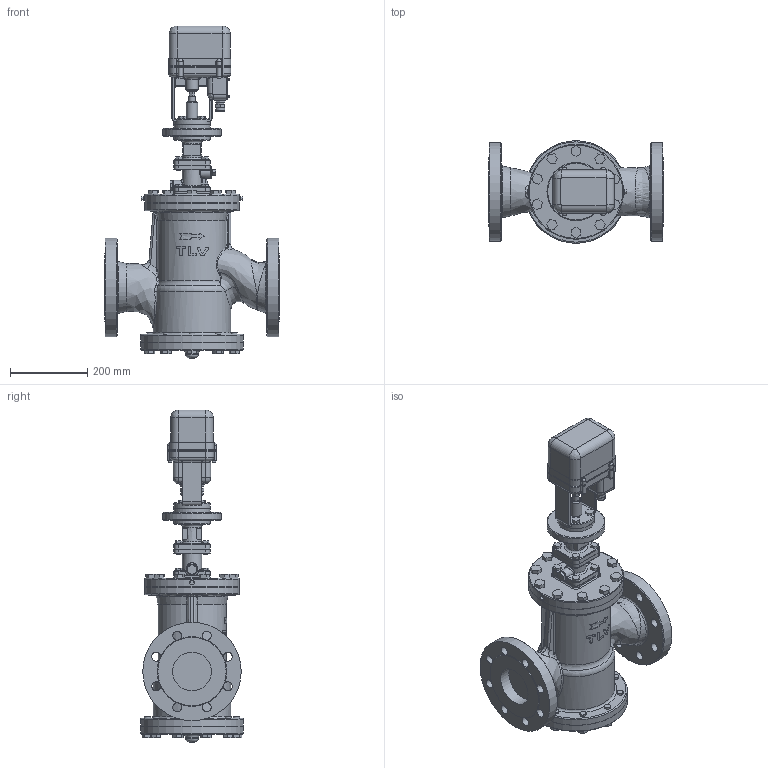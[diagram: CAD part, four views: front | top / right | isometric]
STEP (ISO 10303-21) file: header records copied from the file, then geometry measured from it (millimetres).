
FILE_DESCRIPTION(/* description */ (''),/* implementation_level */ '2;1');
FILE_NAME(/* name */ 'ccr16-100-a0250-00.stp',/* time_stamp */ '2018-01-09T16:21:28+09:00',/* author */ ('nakaot'),/* organization */ (''),/* preprocessor_version */ 'ST-DEVELOPER v15.6',/* originating_system */ 'Autodesk Inventor 2015',/* authorisation */ '');
FILE_SCHEMA (('CONFIG_CONTROL_DESIGN'));
Length unit declared in the file: millimetre
Products named in the file (1): ccr16-100-a0250-00
Bounding box: 450 x 265 x 857 mm (x, y, z)
Volume: 21968447.6 mm3; surface area: 1231602.3 mm2
Topology: 1 solids, 1 shells, 1174 faces, 2962 edges, 1859 vertices
Faces by surface type: plane 614, cylinder 318, bspline 125, torus 95, sphere 12, cone 10
Full cylindrical faces by diameter (mm): 5.5 x4, 5.9 x4, 6 x4, 10 x16, 12 x2, 16 x40, 17 x1, 18 x1, 20 x2, 21 x1, 23 x17, 24 x2, 25.426 x1, 30 x1, 32 x1, 32.873 x1, 34 x1, 36.049 x1, 52.893 x1, 53.447 x1, 57.382 x1, 95 x3, 100 x2, 137.23 x1, 150 x1, 157.458 x1, 200 x1, 245 x2, 254 x2, 265 x2
Entity records: 41316 total; most frequent: CARTESIAN_POINT 14354, ORIENTED_EDGE 5496, DIRECTION 5381, EDGE_CURVE 2748, AXIS2_PLACEMENT_3D 1969, VERTEX_POINT 1815, EDGE_LOOP 1505, LINE 1443
